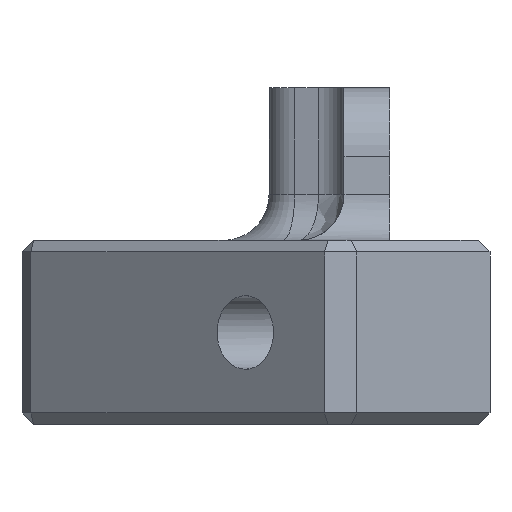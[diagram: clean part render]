
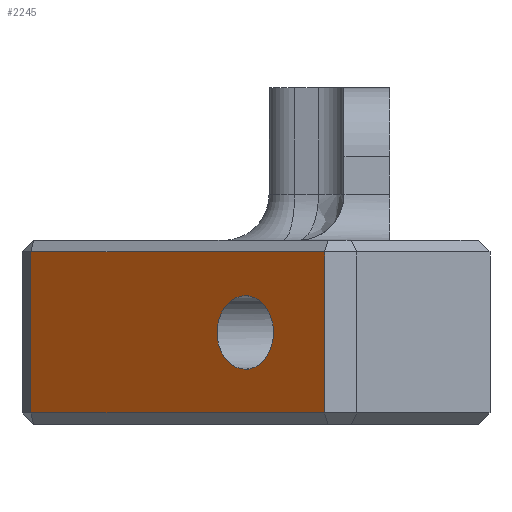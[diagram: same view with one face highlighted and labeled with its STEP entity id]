
A CAD part, left-side view. The second image highlights one B-rep face of the part: STEP entity #2245.
In plain terms, the highlighted planar face has unit normal (-0.766, 0.643, 0).
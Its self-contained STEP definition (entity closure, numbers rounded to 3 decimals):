
#39=FACE_BOUND('',#341,.T.);
#98=PLANE('',#2405);
#210=FACE_OUTER_BOUND('',#340,.T.);
#340=EDGE_LOOP('',(#1908,#1909,#1910,#1911));
#341=EDGE_LOOP('',(#1912));
#419=CIRCLE('',#2325,1.6);
#598=LINE('',#3583,#851);
#601=LINE('',#3589,#854);
#616=LINE('',#3619,#869);
#650=LINE('',#3719,#903);
#851=VECTOR('',#2740,10.);
#854=VECTOR('',#2747,10.);
#869=VECTOR('',#2778,10.);
#903=VECTOR('',#2854,10.);
#969=VERTEX_POINT('',#3130);
#1079=VERTEX_POINT('',#3553);
#1083=VERTEX_POINT('',#3564);
#1086=VERTEX_POINT('',#3577);
#1088=VERTEX_POINT('',#3588);
#1176=EDGE_CURVE('',#969,#969,#419,.T.);
#1343=EDGE_CURVE('',#1086,#1083,#598,.T.);
#1346=EDGE_CURVE('',#1088,#1086,#601,.T.);
#1362=EDGE_CURVE('',#1083,#1079,#616,.T.);
#1407=EDGE_CURVE('',#1079,#1088,#650,.T.);
#1908=ORIENTED_EDGE('',*,*,#1346,.F.);
#1909=ORIENTED_EDGE('',*,*,#1407,.F.);
#1910=ORIENTED_EDGE('',*,*,#1362,.F.);
#1911=ORIENTED_EDGE('',*,*,#1343,.F.);
#1912=ORIENTED_EDGE('',*,*,#1176,.T.);
#2245=ADVANCED_FACE('',(#210,#39),#98,.T.);
#2325=AXIS2_PLACEMENT_3D('',#3131,#2501,#2502);
#2405=AXIS2_PLACEMENT_3D('',#3720,#2855,#2856);
#2501=DIRECTION('center_axis',(0.766,-0.643,0.));
#2502=DIRECTION('ref_axis',(0.,0.,1.));
#2740=DIRECTION('',(0.,0.,1.));
#2747=DIRECTION('',(0.643,0.766,0.));
#2778=DIRECTION('',(-0.643,-0.766,0.));
#2854=DIRECTION('',(0.,0.,-1.));
#2855=DIRECTION('center_axis',(-0.766,0.643,0.));
#2856=DIRECTION('ref_axis',(0.643,0.766,0.));
#3130=CARTESIAN_POINT('',(-17.051,6.292,-5.6));
#3131=CARTESIAN_POINT('Origin',(-17.051,6.292,-4.));
#3553=CARTESIAN_POINT('',(-19.943,2.844,-0.5));
#3564=CARTESIAN_POINT('',(-9.226,15.617,-0.5));
#3577=CARTESIAN_POINT('',(-9.226,15.617,-7.5));
#3583=CARTESIAN_POINT('',(-9.226,15.617,0.));
#3588=CARTESIAN_POINT('',(-19.943,2.844,-7.5));
#3589=CARTESIAN_POINT('',(-11.37,13.061,-7.5));
#3619=CARTESIAN_POINT('',(-11.37,13.061,-0.5));
#3719=CARTESIAN_POINT('',(-19.943,2.844,0.));
#3720=CARTESIAN_POINT('Origin',(-20.586,2.078,0.));
